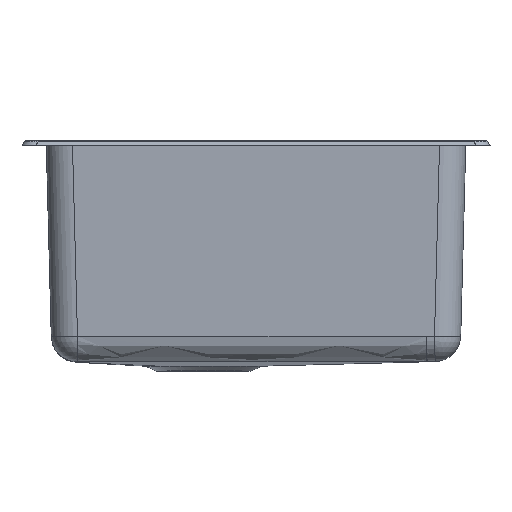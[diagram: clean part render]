
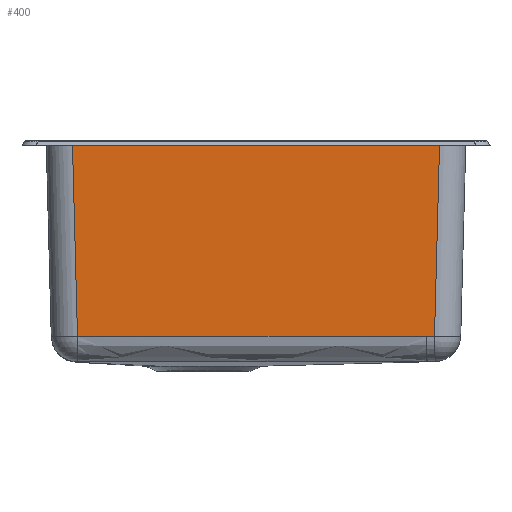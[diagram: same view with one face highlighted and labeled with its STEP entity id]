
A CAD part, left-side view. The second image highlights one B-rep face of the part: STEP entity #400.
In plain terms, the highlighted planar face has unit normal (-1, 0, -0.026).
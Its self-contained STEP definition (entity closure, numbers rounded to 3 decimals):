
#400=ADVANCED_FACE('',(#612),#515,.T.);
#515=PLANE('',#2712);
#612=FACE_OUTER_BOUND('',#786,.T.);
#786=EDGE_LOOP('',(#1415,#1416,#1417,#1418,#1419));
#926=LINE('',#5269,#1038);
#927=LINE('',#5271,#1039);
#928=LINE('',#5273,#1040);
#1038=VECTOR('',#3062,1.);
#1039=VECTOR('',#3063,1.);
#1040=VECTOR('',#3064,1.);
#1415=ORIENTED_EDGE('',*,*,#2253,.T.);
#1416=ORIENTED_EDGE('',*,*,#2254,.T.);
#1417=ORIENTED_EDGE('',*,*,#2255,.T.);
#1418=ORIENTED_EDGE('',*,*,#2256,.F.);
#1419=ORIENTED_EDGE('',*,*,#2257,.T.);
#1969=VERTEX_POINT('',#5262);
#1970=VERTEX_POINT('',#5263);
#1971=VERTEX_POINT('',#5268);
#1972=VERTEX_POINT('',#5270);
#1973=VERTEX_POINT('',#5272);
#2253=EDGE_CURVE('',#1969,#1970,#2546,.T.);
#2254=EDGE_CURVE('',#1970,#1971,#2547,.T.);
#2255=EDGE_CURVE('',#1971,#1972,#926,.T.);
#2256=EDGE_CURVE('',#1973,#1972,#927,.T.);
#2257=EDGE_CURVE('',#1973,#1969,#928,.T.);
#2546=B_SPLINE_CURVE_WITH_KNOTS('',3,(#5252,#5253,#5254,#5255,#5256,#5257,
#5258,#5259,#5260,#5261),.UNSPECIFIED.,.F.,.F.,(4,3,3,4),(0.,0.307,
0.614,1.),.UNSPECIFIED.);
#2547=B_SPLINE_CURVE_WITH_KNOTS('',3,(#5264,#5265,#5266,#5267),.UNSPECIFIED.,
.F.,.F.,(4,4),(0.,1.),.UNSPECIFIED.);
#2712=AXIS2_PLACEMENT_3D('',#5274,#3065,#3066);
#3062=DIRECTION('',(-0.026,-0.026,0.999));
#3063=DIRECTION('',(0.,-1.,0.));
#3064=DIRECTION('',(0.026,-0.026,-0.999));
#3065=DIRECTION('',(-1.,0.,-0.026));
#3066=DIRECTION('',(-0.026,0.,1.));
#5252=CARTESIAN_POINT('',(-390.116,170.125,-186.507));
#5253=CARTESIAN_POINT('',(-390.115,136.106,-186.538));
#5254=CARTESIAN_POINT('',(-390.115,102.088,-186.563));
#5255=CARTESIAN_POINT('',(-390.114,68.07,-186.572));
#5256=CARTESIAN_POINT('',(-390.114,34.051,-186.582));
#5257=CARTESIAN_POINT('',(-390.114,0.033,-186.576));
#5258=CARTESIAN_POINT('',(-390.115,-33.986,-186.557));
#5259=CARTESIAN_POINT('',(-390.115,-76.795,-186.533));
#5260=CARTESIAN_POINT('',(-390.117,-119.604,-186.491));
#5261=CARTESIAN_POINT('',(-390.118,-162.413,-186.447));
#5262=CARTESIAN_POINT('',(-390.116,170.125,-186.507));
#5263=CARTESIAN_POINT('',(-390.118,-162.413,-186.447));
#5264=CARTESIAN_POINT('',(-390.118,-162.413,-186.447));
#5265=CARTESIAN_POINT('',(-390.119,-164.986,-186.384));
#5266=CARTESIAN_POINT('',(-390.121,-167.559,-186.32));
#5267=CARTESIAN_POINT('',(-390.123,-170.131,-186.256));
#5268=CARTESIAN_POINT('',(-390.123,-170.131,-186.256));
#5269=CARTESIAN_POINT('',(-394.743,-174.752,-9.806));
#5270=CARTESIAN_POINT('',(-395.,-175.009,0.));
#5271=CARTESIAN_POINT('',(-395.,200.,0.));
#5272=CARTESIAN_POINT('',(-395.,175.009,0.));
#5273=CARTESIAN_POINT('',(-395.017,175.026,0.654));
#5274=CARTESIAN_POINT('',(-395.,200.,0.));
